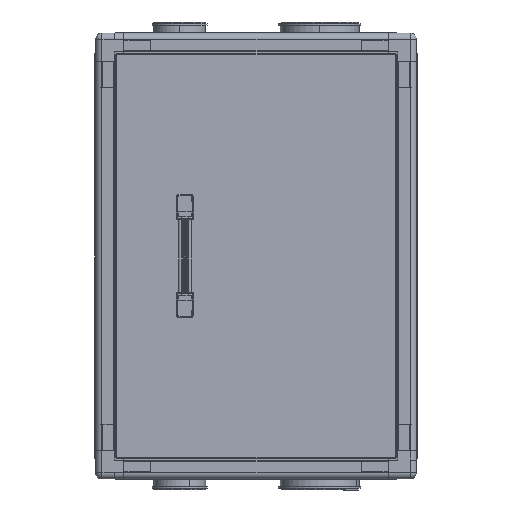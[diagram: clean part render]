
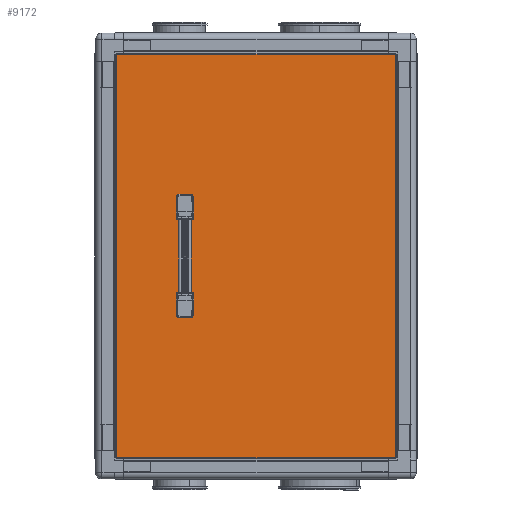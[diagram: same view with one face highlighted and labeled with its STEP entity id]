
A CAD part, left-side view. The second image highlights one B-rep face of the part: STEP entity #9172.
In plain terms, the highlighted face is planar.
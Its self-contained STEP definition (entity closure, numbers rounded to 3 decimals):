
#1421 = EDGE_CURVE ( 'NONE', #14017, #10873, #10889, .T. ) ;
#1661 = CIRCLE ( 'NONE', #3891, 3. ) ;
#1766 = EDGE_CURVE ( 'NONE', #19409, #18531, #18055, .T. ) ;
#1810 = VECTOR ( 'NONE', #18416, 1000. ) ;
#1847 = EDGE_LOOP ( 'NONE', ( #16447, #6749 ) ) ;
#2156 = DIRECTION ( 'NONE',  ( 0., 1., 0. ) ) ;
#2931 = CARTESIAN_POINT ( 'NONE',  ( -140.92, -211.084, 0. ) ) ;
#2964 = CARTESIAN_POINT ( 'NONE',  ( 500.557, 231.442, 0. ) ) ;
#3103 = DIRECTION ( 'NONE',  ( 0., 0., 1. ) ) ;
#3451 = EDGE_CURVE ( 'NONE', #18531, #19409, #1661, .T. ) ;
#3891 = AXIS2_PLACEMENT_3D ( 'NONE', #22135, #17132, #11909 ) ;
#4578 = CARTESIAN_POINT ( 'NONE',  ( 106.318, 123.179, 0. ) ) ;
#4675 = AXIS2_PLACEMENT_3D ( 'NONE', #10854, #17954, #14339 ) ;
#4714 = CARTESIAN_POINT ( 'NONE',  ( -140.92, 231.442, 0. ) ) ;
#6232 = EDGE_CURVE ( 'NONE', #21575, #16936, #18504, .T. ) ;
#6458 = EDGE_CURVE ( 'NONE', #16936, #21575, #10342, .T. ) ;
#6749 = ORIENTED_EDGE ( 'NONE', *, *, #6232, .F. ) ;
#6909 = CARTESIAN_POINT ( 'NONE',  ( 253.318, 123.179, 0. ) ) ;
#7222 = DIRECTION ( 'NONE',  ( 0., 0., 1. ) ) ;
#7341 = PLANE ( 'NONE',  #18558 ) ;
#7425 = DIRECTION ( 'NONE',  ( 0., 0., 1. ) ) ;
#7463 = DIRECTION ( 'NONE',  ( 1., 0., 0. ) ) ;
#7844 = DIRECTION ( 'NONE',  ( -1., 0., 0. ) ) ;
#8132 = DIRECTION ( 'NONE',  ( 1., 0., 0. ) ) ;
#8196 = CARTESIAN_POINT ( 'NONE',  ( -140.92, -211.084, 0. ) ) ;
#9172 = ADVANCED_FACE ( 'NONE', ( #14664, #14316, #16284 ), #7341, .T. ) ;
#9747 = VECTOR ( 'NONE', #18760, 1000. ) ;
#9988 = CARTESIAN_POINT ( 'NONE',  ( 256.318, 123.179, 0. ) ) ;
#10222 = ORIENTED_EDGE ( 'NONE', *, *, #13231, .T. ) ;
#10342 = CIRCLE ( 'NONE', #18893, 3. ) ;
#10854 = CARTESIAN_POINT ( 'NONE',  ( 103.318, 123.179, 0. ) ) ;
#10873 = VERTEX_POINT ( 'NONE', #2964 ) ;
#10889 = LINE ( 'NONE', #17751, #17657 ) ;
#11069 = CARTESIAN_POINT ( 'NONE',  ( 0., 0., 0. ) ) ;
#11177 = EDGE_LOOP ( 'NONE', ( #12238, #17334, #21481, #10222 ) ) ;
#11909 = DIRECTION ( 'NONE',  ( 1., 0., 0. ) ) ;
#12238 = ORIENTED_EDGE ( 'NONE', *, *, #12479, .T. ) ;
#12479 = EDGE_CURVE ( 'NONE', #16953, #20422, #14906, .T. ) ;
#12964 = LINE ( 'NONE', #14812, #22382 ) ;
#13062 = CARTESIAN_POINT ( 'NONE',  ( -140.92, 231.442, 0. ) ) ;
#13231 = EDGE_CURVE ( 'NONE', #10873, #16953, #12964, .T. ) ;
#14017 = VERTEX_POINT ( 'NONE', #14645 ) ;
#14316 = FACE_BOUND ( 'NONE', #1847, .T. ) ;
#14339 = DIRECTION ( 'NONE',  ( 1., 0., 0. ) ) ;
#14645 = CARTESIAN_POINT ( 'NONE',  ( 500.557, -211.084, 0. ) ) ;
#14664 = FACE_BOUND ( 'NONE', #16698, .T. ) ;
#14812 = CARTESIAN_POINT ( 'NONE',  ( 500.557, 231.442, 0. ) ) ;
#14906 = LINE ( 'NONE', #13062, #1810 ) ;
#15284 = CARTESIAN_POINT ( 'NONE',  ( 259.318, 123.179, 0. ) ) ;
#16284 = FACE_OUTER_BOUND ( 'NONE', #11177, .T. ) ;
#16365 = DIRECTION ( 'NONE',  ( 1., 0., 0. ) ) ;
#16447 = ORIENTED_EDGE ( 'NONE', *, *, #6458, .F. ) ;
#16698 = EDGE_LOOP ( 'NONE', ( #19180, #22176 ) ) ;
#16936 = VERTEX_POINT ( 'NONE', #15284 ) ;
#16953 = VERTEX_POINT ( 'NONE', #4714 ) ;
#17132 = DIRECTION ( 'NONE',  ( 0., 0., 1. ) ) ;
#17334 = ORIENTED_EDGE ( 'NONE', *, *, #22990, .T. ) ;
#17349 = LINE ( 'NONE', #2931, #9747 ) ;
#17657 = VECTOR ( 'NONE', #2156, 1000. ) ;
#17751 = CARTESIAN_POINT ( 'NONE',  ( 500.557, -211.084, 0. ) ) ;
#17954 = DIRECTION ( 'NONE',  ( 0., 0., 1. ) ) ;
#18055 = CIRCLE ( 'NONE', #4675, 3. ) ;
#18416 = DIRECTION ( 'NONE',  ( 0., -1., 0. ) ) ;
#18504 = CIRCLE ( 'NONE', #21474, 3. ) ;
#18531 = VERTEX_POINT ( 'NONE', #4578 ) ;
#18558 = AXIS2_PLACEMENT_3D ( 'NONE', #11069, #7222, #7463 ) ;
#18760 = DIRECTION ( 'NONE',  ( 1., 0., 0. ) ) ;
#18893 = AXIS2_PLACEMENT_3D ( 'NONE', #20090, #7425, #16365 ) ;
#19180 = ORIENTED_EDGE ( 'NONE', *, *, #3451, .F. ) ;
#19409 = VERTEX_POINT ( 'NONE', #21464 ) ;
#20090 = CARTESIAN_POINT ( 'NONE',  ( 256.318, 123.179, 0. ) ) ;
#20422 = VERTEX_POINT ( 'NONE', #8196 ) ;
#21464 = CARTESIAN_POINT ( 'NONE',  ( 100.318, 123.179, 0. ) ) ;
#21474 = AXIS2_PLACEMENT_3D ( 'NONE', #9988, #3103, #8132 ) ;
#21481 = ORIENTED_EDGE ( 'NONE', *, *, #1421, .T. ) ;
#21575 = VERTEX_POINT ( 'NONE', #6909 ) ;
#22135 = CARTESIAN_POINT ( 'NONE',  ( 103.318, 123.179, 0. ) ) ;
#22176 = ORIENTED_EDGE ( 'NONE', *, *, #1766, .F. ) ;
#22382 = VECTOR ( 'NONE', #7844, 1000. ) ;
#22990 = EDGE_CURVE ( 'NONE', #20422, #14017, #17349, .T. ) ;
